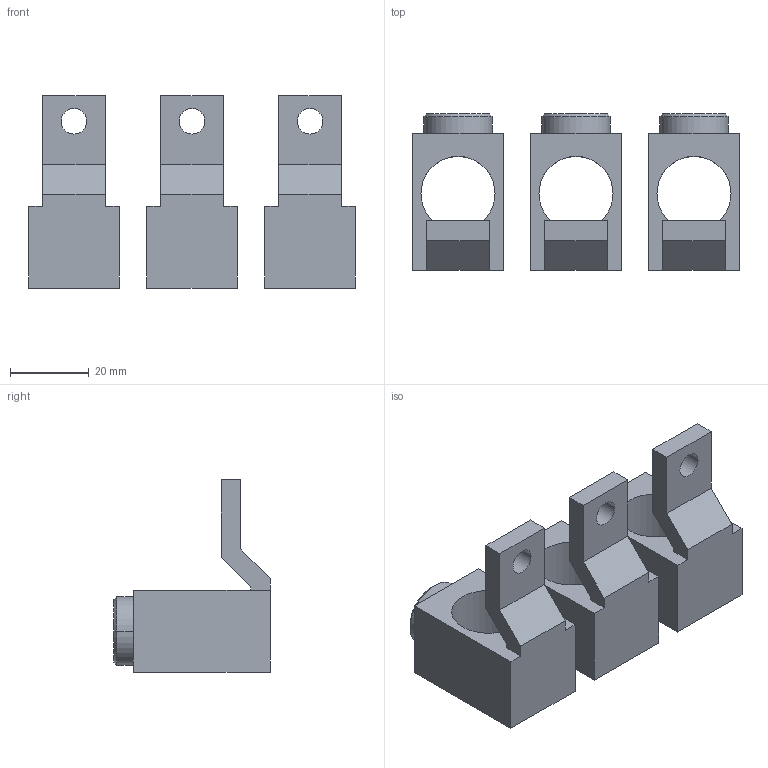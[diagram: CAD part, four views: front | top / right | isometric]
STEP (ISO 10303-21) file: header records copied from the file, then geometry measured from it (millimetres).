
FILE_DESCRIPTION(('CATIA V5 STEP Exchange'),'2;1');
FILE_NAME('1SDH001295R0226_1PA_001_00_XT2_3P_PLUG-IN_TERMINALI_ESTERNI_I.stp','2014-11-11T15:23:39+00:00',('none'),('none'),'CATIA Version 5 Release 20 SP 1 (IN-10)','CATIA V5 STEP AP214','none');
FILE_SCHEMA(('AUTOMOTIVE_DESIGN { 1 0 10303 214 1 1 1 1 }'));
Length unit declared in the file: millimetre
Products named in the file (1): 1SDH001295R0226_1PA_001_00_XT2_3P_PLUG-IN_TERMINALI_ESTERNI_I
Bounding box: 83.11 x 39.8 x 48.85 mm (x, y, z)
Volume: 43243.4 mm3; surface area: 18836.1 mm2
Topology: 3 solids, 3 shells, 69 faces, 174 edges, 114 vertices
Faces by surface type: plane 45, cylinder 18, cone 6
Entity records: 1927 total; most frequent: ORIENTED_EDGE 348, CARTESIAN_POINT 328, DIRECTION 252, EDGE_CURVE 174, VECTOR 132, LINE 132, VERTEX_POINT 114, EDGE_LOOP 84
